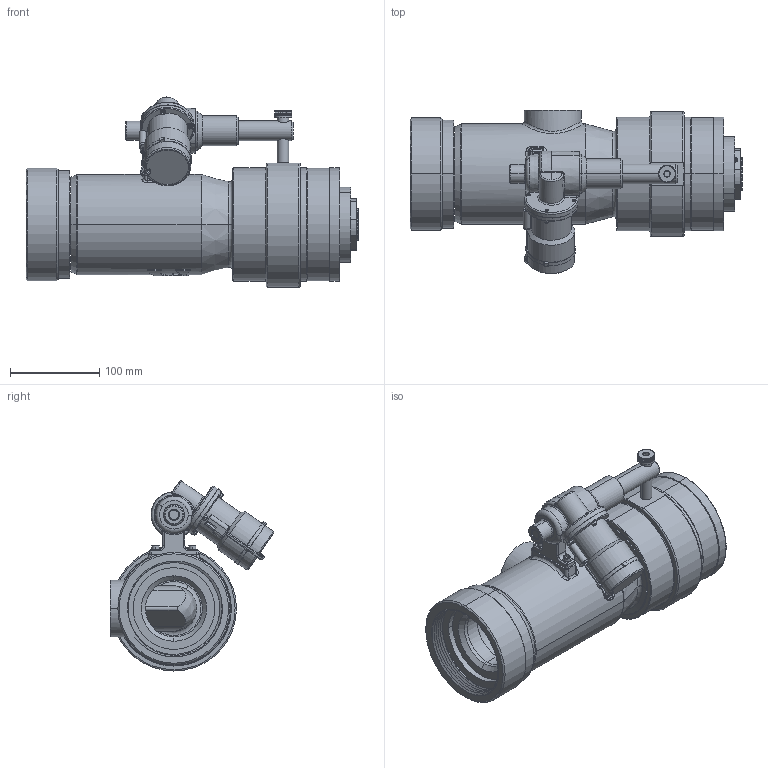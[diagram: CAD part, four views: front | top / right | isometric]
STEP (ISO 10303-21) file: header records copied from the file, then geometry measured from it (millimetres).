
FILE_DESCRIPTION((''),'2;1');
FILE_NAME('ELECTRIC_3_5_W_O_ELBOW','2016-10-26T',('sobrien2'),(''),'CREO PARAMETRIC BY PTC INC, 2015290','CREO PARAMETRIC BY PTC INC, 2015290','');
FILE_SCHEMA(('CONFIG_CONTROL_DESIGN'));
Products named in the file (1): ELECTRIC_3_5_W_O_ELBOW
Bounding box: 371.02 x 182.6 x 212.41 mm (x, y, z)
Surface area: 521367.1 mm2 (no closed solid volume)
Topology: 0 solids, 103 shells, 945 faces, 2973 edges, 2135 vertices
Faces by surface type: cylinder 341, plane 296, cone 127, bspline 111, torus 65, sphere 5
Entity records: 64162 total; most frequent: CARTESIAN_POINT 39519, DIRECTION 4836, ORIENTED_EDGE 4746, EDGE_CURVE 2969, VERTEX_POINT 2135, AXIS2_PLACEMENT_3D 1806, VECTOR 1224, LINE 1224
